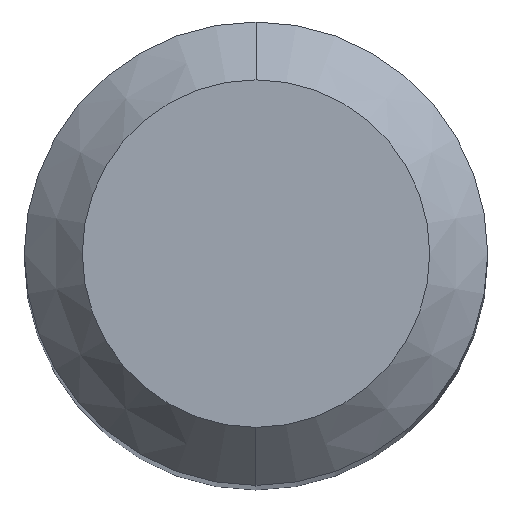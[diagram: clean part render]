
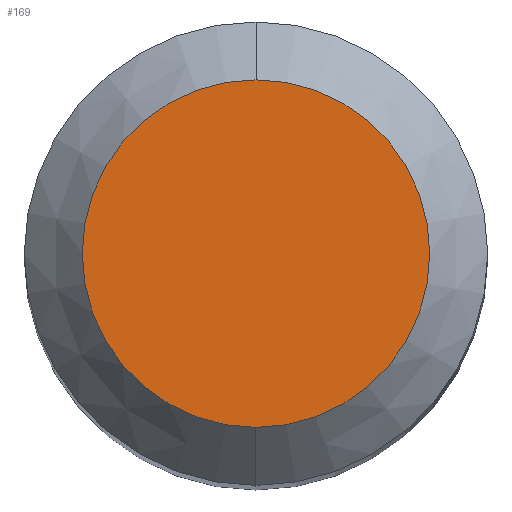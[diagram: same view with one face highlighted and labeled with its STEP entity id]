
A CAD part, top view. The second image highlights one B-rep face of the part: STEP entity #169.
In plain terms, the highlighted planar face has unit normal (0, 0, 1).
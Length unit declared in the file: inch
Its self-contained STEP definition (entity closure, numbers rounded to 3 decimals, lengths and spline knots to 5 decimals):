
#16 = DIRECTION ( 'NONE',  ( 0., 0., 1. ) ) ;
#46 = AXIS2_PLACEMENT_3D ( 'NONE', #355, #98, #394 ) ;
#58 = CIRCLE ( 'NONE', #149, 0.09375 ) ;
#75 = EDGE_CURVE ( 'NONE', #209, #385, #58, .T. ) ;
#96 = EDGE_CURVE ( 'NONE', #385, #209, #184, .T. ) ;
#98 = DIRECTION ( 'NONE',  ( 0., 0., -1. ) ) ;
#106 = DIRECTION ( 'NONE',  ( 0., -1., 0. ) ) ;
#149 = AXIS2_PLACEMENT_3D ( 'NONE', #307, #273, #208 ) ;
#151 = ORIENTED_EDGE ( 'NONE', *, *, #75, .T. ) ;
#161 = AXIS2_PLACEMENT_3D ( 'NONE', #363, #16, #106 ) ;
#169 = ADVANCED_FACE ( 'NONE', ( #225 ), #289, .F. ) ;
#184 = CIRCLE ( 'NONE', #161, 0.09375 ) ;
#208 = DIRECTION ( 'NONE',  ( 0., -1., 0. ) ) ;
#209 = VERTEX_POINT ( 'NONE', #359 ) ;
#221 = EDGE_LOOP ( 'NONE', ( #151, #252 ) ) ;
#225 = FACE_OUTER_BOUND ( 'NONE', #221, .T. ) ;
#252 = ORIENTED_EDGE ( 'NONE', *, *, #96, .T. ) ;
#273 = DIRECTION ( 'NONE',  ( 0., 0., 1. ) ) ;
#278 = CARTESIAN_POINT ( 'NONE',  ( 0., -0.09375, 0. ) ) ;
#289 = PLANE ( 'NONE',  #46 ) ;
#307 = CARTESIAN_POINT ( 'NONE',  ( 0., 0., 0. ) ) ;
#355 = CARTESIAN_POINT ( 'NONE',  ( 0., 0.09375, 0. ) ) ;
#359 = CARTESIAN_POINT ( 'NONE',  ( 0., 0.09375, 0. ) ) ;
#363 = CARTESIAN_POINT ( 'NONE',  ( 0., 0., 0. ) ) ;
#385 = VERTEX_POINT ( 'NONE', #278 ) ;
#394 = DIRECTION ( 'NONE',  ( 0., 1., 0. ) ) ;
